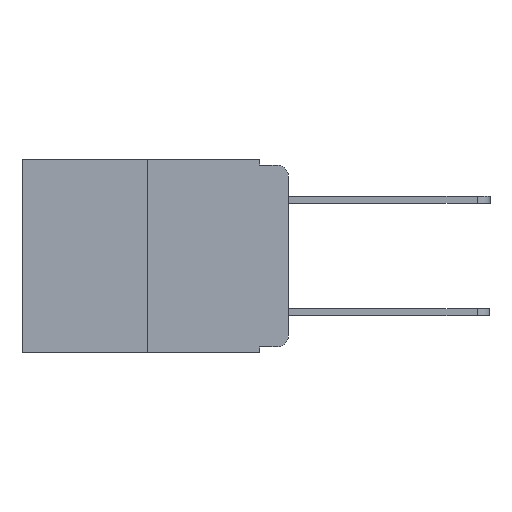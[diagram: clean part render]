
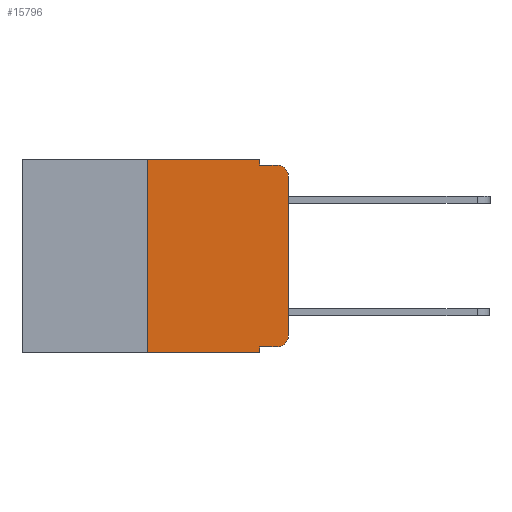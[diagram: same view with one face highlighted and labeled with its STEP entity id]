
A CAD part, left-side view. The second image highlights one B-rep face of the part: STEP entity #15796.
In plain terms, the highlighted planar face has unit normal (-1, 0, 0).
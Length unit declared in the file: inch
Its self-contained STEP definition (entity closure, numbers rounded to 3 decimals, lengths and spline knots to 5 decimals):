
#303 = VECTOR ( 'NONE', #6954, 39.37008 ) ;
#396 = DIRECTION ( 'NONE',  ( 0., 0., -1. ) ) ;
#833 = CARTESIAN_POINT ( 'NONE',  ( 0., 0.051, -0.333 ) ) ;
#1127 = DIRECTION ( 'NONE',  ( -1., 0., 0. ) ) ;
#1147 = ORIENTED_EDGE ( 'NONE', *, *, #6432, .F. ) ;
#1189 = VERTEX_POINT ( 'NONE', #7190 ) ;
#1263 = VERTEX_POINT ( 'NONE', #8335 ) ;
#1342 = CARTESIAN_POINT ( 'NONE',  ( 0., 0.473, 0. ) ) ;
#1461 = CARTESIAN_POINT ( 'NONE',  ( 0., 0.051, -0.01 ) ) ;
#1618 = VERTEX_POINT ( 'NONE', #13761 ) ;
#1649 = EDGE_LOOP ( 'NONE', ( #11655, #6152, #2259, #3469, #20207, #1147, #14478, #2159, #19889, #2086 ) ) ;
#1835 = CARTESIAN_POINT ( 'NONE',  ( 0., 0.02, -0.333 ) ) ;
#2078 = FACE_OUTER_BOUND ( 'NONE', #1649, .T. ) ;
#2086 = ORIENTED_EDGE ( 'NONE', *, *, #2807, .T. ) ;
#2159 = ORIENTED_EDGE ( 'NONE', *, *, #5201, .F. ) ;
#2259 = ORIENTED_EDGE ( 'NONE', *, *, #9952, .F. ) ;
#2566 = CARTESIAN_POINT ( 'NONE',  ( 0., 0., -0.03 ) ) ;
#2807 = EDGE_CURVE ( 'NONE', #21049, #1189, #4904, .T. ) ;
#3120 = VERTEX_POINT ( 'NONE', #18992 ) ;
#3469 = ORIENTED_EDGE ( 'NONE', *, *, #7588, .F. ) ;
#4012 = VECTOR ( 'NONE', #21115, 39.37008 ) ;
#4019 = EDGE_CURVE ( 'NONE', #6763, #21049, #17644, .T. ) ;
#4305 = DIRECTION ( 'NONE',  ( 0., 0., 1. ) ) ;
#4328 = EDGE_CURVE ( 'NONE', #1263, #1618, #18494, .T. ) ;
#4833 = CARTESIAN_POINT ( 'NONE',  ( 0., 0.473, 0. ) ) ;
#4849 = VERTEX_POINT ( 'NONE', #2566 ) ;
#4904 = CIRCLE ( 'NONE', #14512, 0.02 ) ;
#4986 = VECTOR ( 'NONE', #18680, 39.37008 ) ;
#5201 = EDGE_CURVE ( 'NONE', #6763, #1618, #18700, .T. ) ;
#5467 = DIRECTION ( 'NONE',  ( 0., 0., 1. ) ) ;
#5998 = VECTOR ( 'NONE', #15278, 39.37008 ) ;
#6044 = VECTOR ( 'NONE', #4305, 39.37008 ) ;
#6152 = ORIENTED_EDGE ( 'NONE', *, *, #11092, .T. ) ;
#6413 = CIRCLE ( 'NONE', #14898, 0.02 ) ;
#6432 = EDGE_CURVE ( 'NONE', #1263, #10080, #10680, .T. ) ;
#6570 = VECTOR ( 'NONE', #13436, 39.37008 ) ;
#6763 = VERTEX_POINT ( 'NONE', #16873 ) ;
#6916 = DIRECTION ( 'NONE',  ( 1., 0., 0. ) ) ;
#6954 = DIRECTION ( 'NONE',  ( 0., 0., -1. ) ) ;
#6981 = CARTESIAN_POINT ( 'NONE',  ( 0., 0.473, -0.343 ) ) ;
#7190 = CARTESIAN_POINT ( 'NONE',  ( 0., 0., -0.313 ) ) ;
#7541 = LINE ( 'NONE', #1461, #19734 ) ;
#7588 = EDGE_CURVE ( 'NONE', #11520, #17251, #10638, .T. ) ;
#8335 = CARTESIAN_POINT ( 'NONE',  ( 0., 0.25, -0.343 ) ) ;
#8590 = PLANE ( 'NONE',  #18007 ) ;
#8703 = CARTESIAN_POINT ( 'NONE',  ( 0., 0.051, 0. ) ) ;
#9652 = CARTESIAN_POINT ( 'NONE',  ( 0., 0.25, 0. ) ) ;
#9952 = EDGE_CURVE ( 'NONE', #17251, #3120, #7541, .T. ) ;
#10080 = VERTEX_POINT ( 'NONE', #13960 ) ;
#10638 = LINE ( 'NONE', #21441, #5998 ) ;
#10680 = LINE ( 'NONE', #9652, #6044 ) ;
#11092 = EDGE_CURVE ( 'NONE', #4849, #3120, #6413, .T. ) ;
#11162 = DIRECTION ( 'NONE',  ( -1., 0., 0. ) ) ;
#11520 = VERTEX_POINT ( 'NONE', #20412 ) ;
#11521 = CARTESIAN_POINT ( 'NONE',  ( 0., 0.051, -0.01 ) ) ;
#11655 = ORIENTED_EDGE ( 'NONE', *, *, #12207, .T. ) ;
#11770 = CARTESIAN_POINT ( 'NONE',  ( 0., 0.02, -0.313 ) ) ;
#12207 = EDGE_CURVE ( 'NONE', #1189, #4849, #19316, .T. ) ;
#13436 = DIRECTION ( 'NONE',  ( 0., -1., 0. ) ) ;
#13442 = DIRECTION ( 'NONE',  ( 0., 0., -1. ) ) ;
#13761 = CARTESIAN_POINT ( 'NONE',  ( 0., 0.051, -0.343 ) ) ;
#13960 = CARTESIAN_POINT ( 'NONE',  ( 0., 0.25, 0. ) ) ;
#14478 = ORIENTED_EDGE ( 'NONE', *, *, #4328, .T. ) ;
#14512 = AXIS2_PLACEMENT_3D ( 'NONE', #11770, #1127, #13442 ) ;
#14898 = AXIS2_PLACEMENT_3D ( 'NONE', #20843, #11162, #396 ) ;
#15278 = DIRECTION ( 'NONE',  ( 0., 0., -1. ) ) ;
#15692 = LINE ( 'NONE', #4833, #6570 ) ;
#15796 = ADVANCED_FACE ( 'NONE', ( #2078 ), #8590, .F. ) ;
#16873 = CARTESIAN_POINT ( 'NONE',  ( 0., 0.051, -0.333 ) ) ;
#17093 = DIRECTION ( 'NONE',  ( 0., -1., 0. ) ) ;
#17251 = VERTEX_POINT ( 'NONE', #11521 ) ;
#17644 = LINE ( 'NONE', #833, #4012 ) ;
#18007 = AXIS2_PLACEMENT_3D ( 'NONE', #1342, #6916, #18618 ) ;
#18290 = EDGE_CURVE ( 'NONE', #10080, #11520, #15692, .T. ) ;
#18494 = LINE ( 'NONE', #6981, #4986 ) ;
#18618 = DIRECTION ( 'NONE',  ( 0., 0., -1. ) ) ;
#18680 = DIRECTION ( 'NONE',  ( 0., -1., 0. ) ) ;
#18700 = LINE ( 'NONE', #8703, #303 ) ;
#18992 = CARTESIAN_POINT ( 'NONE',  ( 0., 0.02, -0.01 ) ) ;
#19316 = LINE ( 'NONE', #21949, #21443 ) ;
#19734 = VECTOR ( 'NONE', #17093, 39.37008 ) ;
#19889 = ORIENTED_EDGE ( 'NONE', *, *, #4019, .T. ) ;
#20207 = ORIENTED_EDGE ( 'NONE', *, *, #18290, .F. ) ;
#20412 = CARTESIAN_POINT ( 'NONE',  ( 0., 0.051, 0. ) ) ;
#20843 = CARTESIAN_POINT ( 'NONE',  ( 0., 0.02, -0.03 ) ) ;
#21049 = VERTEX_POINT ( 'NONE', #1835 ) ;
#21115 = DIRECTION ( 'NONE',  ( 0., -1., 0. ) ) ;
#21441 = CARTESIAN_POINT ( 'NONE',  ( 0., 0.051, 0. ) ) ;
#21443 = VECTOR ( 'NONE', #5467, 39.37008 ) ;
#21949 = CARTESIAN_POINT ( 'NONE',  ( 0., 0., 0. ) ) ;
